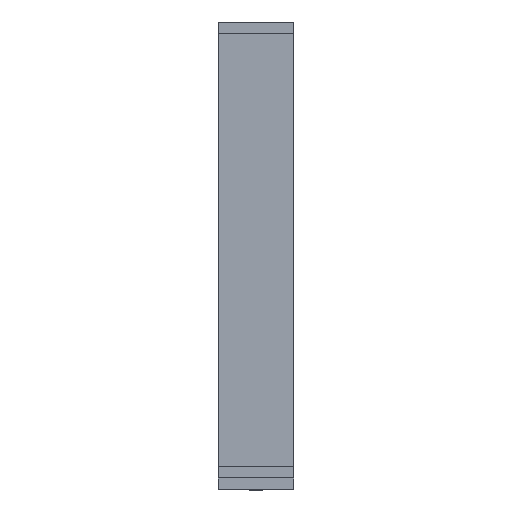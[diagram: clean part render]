
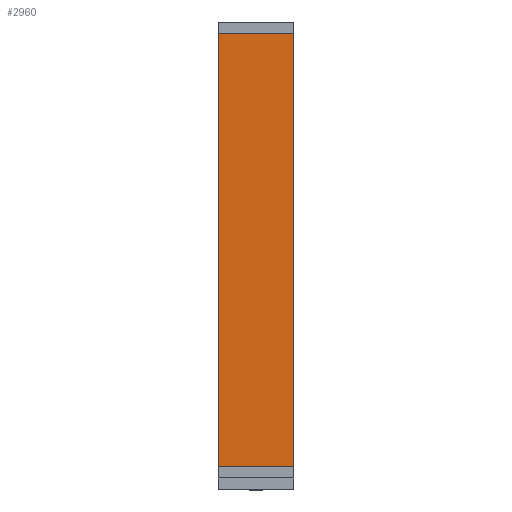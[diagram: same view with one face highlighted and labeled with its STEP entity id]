
A CAD part, left-side view. The second image highlights one B-rep face of the part: STEP entity #2960.
In plain terms, the highlighted planar face has unit normal (-1, 0, 0).
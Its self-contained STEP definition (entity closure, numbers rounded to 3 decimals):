
#213=FACE_OUTER_BOUND('',#416,.T.);
#416=EDGE_LOOP('',(#1950,#1951,#1952,#1953));
#663=LINE('',#4563,#854);
#665=LINE('',#4567,#856);
#666=LINE('',#4569,#857);
#667=LINE('',#4570,#858);
#854=VECTOR('',#3658,10.);
#856=VECTOR('',#3662,10.);
#857=VECTOR('',#3663,10.);
#858=VECTOR('',#3664,10.);
#1232=VERTEX_POINT('',#4560);
#1233=VERTEX_POINT('',#4562);
#1234=VERTEX_POINT('',#4566);
#1235=VERTEX_POINT('',#4568);
#1517=EDGE_CURVE('',#1233,#1232,#663,.T.);
#1519=EDGE_CURVE('',#1234,#1232,#665,.T.);
#1520=EDGE_CURVE('',#1235,#1234,#666,.T.);
#1521=EDGE_CURVE('',#1233,#1235,#667,.T.);
#1950=ORIENTED_EDGE('',*,*,#1519,.F.);
#1951=ORIENTED_EDGE('',*,*,#1520,.F.);
#1952=ORIENTED_EDGE('',*,*,#1521,.F.);
#1953=ORIENTED_EDGE('',*,*,#1517,.T.);
#2652=PLANE('',#3205);
#2960=ADVANCED_FACE('',(#213),#2652,.T.);
#3205=AXIS2_PLACEMENT_3D('',#4565,#3660,#3661);
#3658=DIRECTION('',(0.,0.,-1.));
#3660=DIRECTION('center_axis',(-1.,0.,0.));
#3661=DIRECTION('ref_axis',(0.,0.,
-1.));
#3662=DIRECTION('',(0.,1.,0.));
#3663=DIRECTION('',(0.,0.,-1.));
#3664=DIRECTION('',(0.,-1.,0.));
#4560=CARTESIAN_POINT('',(0.,20.,6.));
#4562=CARTESIAN_POINT('',(0.,20.,237.));
#4563=CARTESIAN_POINT('',(0.,20.,237.));
#4565=CARTESIAN_POINT('Origin',(0.,20.,237.));
#4566=CARTESIAN_POINT('',(0.,-20.,6.));
#4567=CARTESIAN_POINT('',(0.,20.,6.));
#4568=CARTESIAN_POINT('',(0.,-20.,237.));
#4569=CARTESIAN_POINT('',(0.,-20.,237.));
#4570=CARTESIAN_POINT('',(0.,20.,237.));
